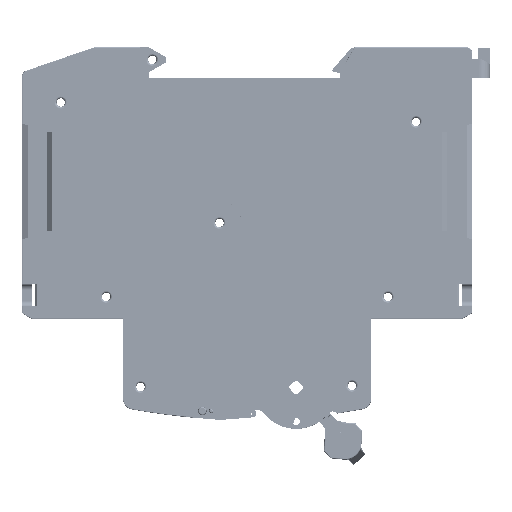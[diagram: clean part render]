
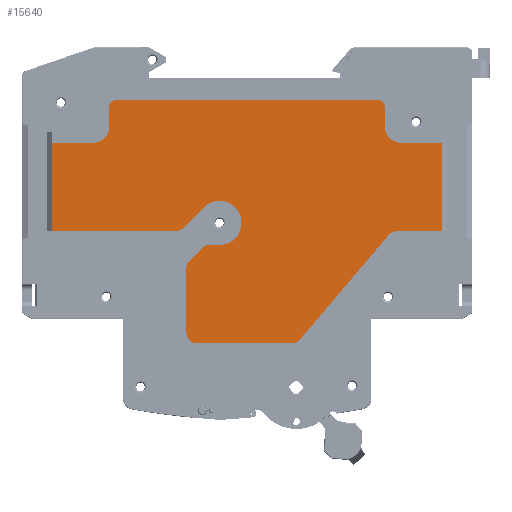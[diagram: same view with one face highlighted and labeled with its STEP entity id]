
A CAD part, front view. The second image highlights one B-rep face of the part: STEP entity #15640.
In plain terms, the highlighted planar face has unit normal (0, -1, 0).
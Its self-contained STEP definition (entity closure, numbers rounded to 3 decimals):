
#8535=PLANE('',#165757);
#15640=ADVANCED_FACE('',(#25708),#8535,.T.);
#25708=FACE_OUTER_BOUND('',#33707,.T.);
#33707=EDGE_LOOP('',(#52853,#52854,#52855,#52856,#52857,#52858,#52859,#52860,
#52861,#52862,#52863,#52864,#52865,#52866,#52867,#52868,#52869,#52870,#52871,
#52872,#52873,#52874,#52875,#52876,#52877,#52878,#52879));
#42343=CIRCLE('',#165744,2.);
#42344=CIRCLE('',#165746,1.);
#42345=CIRCLE('',#165747,3.);
#42346=CIRCLE('',#165748,2.);
#42347=CIRCLE('',#165749,4.);
#42348=CIRCLE('',#165750,4.);
#42349=CIRCLE('',#165751,2.);
#42350=CIRCLE('',#165752,2.);
#42351=CIRCLE('',#165753,2.);
#42352=CIRCLE('',#165754,2.);
#42353=CIRCLE('',#165755,3.);
#42354=CIRCLE('',#165756,1.);
#52853=ORIENTED_EDGE('',*,*,#111169,.F.);
#52854=ORIENTED_EDGE('',*,*,#111170,.F.);
#52855=ORIENTED_EDGE('',*,*,#111171,.F.);
#52856=ORIENTED_EDGE('',*,*,#111172,.F.);
#52857=ORIENTED_EDGE('',*,*,#111173,.F.);
#52858=ORIENTED_EDGE('',*,*,#111174,.T.);
#52859=ORIENTED_EDGE('',*,*,#111175,.F.);
#52860=ORIENTED_EDGE('',*,*,#111176,.F.);
#52861=ORIENTED_EDGE('',*,*,#111177,.F.);
#52862=ORIENTED_EDGE('',*,*,#111178,.F.);
#52863=ORIENTED_EDGE('',*,*,#111179,.T.);
#52864=ORIENTED_EDGE('',*,*,#111180,.F.);
#52865=ORIENTED_EDGE('',*,*,#111181,.F.);
#52866=ORIENTED_EDGE('',*,*,#111182,.F.);
#52867=ORIENTED_EDGE('',*,*,#111183,.F.);
#52868=ORIENTED_EDGE('',*,*,#111184,.F.);
#52869=ORIENTED_EDGE('',*,*,#111185,.F.);
#52870=ORIENTED_EDGE('',*,*,#111186,.F.);
#52871=ORIENTED_EDGE('',*,*,#111187,.F.);
#52872=ORIENTED_EDGE('',*,*,#111168,.F.);
#52873=ORIENTED_EDGE('',*,*,#111165,.F.);
#52874=ORIENTED_EDGE('',*,*,#111188,.F.);
#52875=ORIENTED_EDGE('',*,*,#111189,.F.);
#52876=ORIENTED_EDGE('',*,*,#111190,.F.);
#52877=ORIENTED_EDGE('',*,*,#111191,.F.);
#52878=ORIENTED_EDGE('',*,*,#111192,.F.);
#52879=ORIENTED_EDGE('',*,*,#111193,.F.);
#94895=VERTEX_POINT('',#230157);
#94896=VERTEX_POINT('',#230159);
#94897=VERTEX_POINT('',#230163);
#94898=VERTEX_POINT('',#230167);
#94899=VERTEX_POINT('',#230168);
#94900=VERTEX_POINT('',#230170);
#94901=VERTEX_POINT('',#230172);
#94902=VERTEX_POINT('',#230174);
#94903=VERTEX_POINT('',#230176);
#94904=VERTEX_POINT('',#230178);
#94905=VERTEX_POINT('',#230180);
#94906=VERTEX_POINT('',#230182);
#94907=VERTEX_POINT('',#230184);
#94908=VERTEX_POINT('',#230186);
#94909=VERTEX_POINT('',#230188);
#94910=VERTEX_POINT('',#230190);
#94911=VERTEX_POINT('',#230192);
#94912=VERTEX_POINT('',#230194);
#94913=VERTEX_POINT('',#230196);
#94914=VERTEX_POINT('',#230198);
#94915=VERTEX_POINT('',#230200);
#94916=VERTEX_POINT('',#230202);
#94917=VERTEX_POINT('',#230205);
#94918=VERTEX_POINT('',#230207);
#94919=VERTEX_POINT('',#230209);
#94920=VERTEX_POINT('',#230211);
#94921=VERTEX_POINT('',#230213);
#111165=EDGE_CURVE('',#94895,#94896,#132792,.T.);
#111168=EDGE_CURVE('',#94896,#94897,#42343,.T.);
#111169=EDGE_CURVE('',#94898,#94899,#42344,.T.);
#111170=EDGE_CURVE('',#94900,#94898,#132795,.T.);
#111171=EDGE_CURVE('',#94901,#94900,#42345,.T.);
#111172=EDGE_CURVE('',#94902,#94901,#132796,.T.);
#111173=EDGE_CURVE('',#94903,#94902,#132797,.T.);
#111174=EDGE_CURVE('',#94903,#94904,#132798,.T.);
#111175=EDGE_CURVE('',#94905,#94904,#42346,.T.);
#111176=EDGE_CURVE('',#94906,#94905,#132799,.T.);
#111177=EDGE_CURVE('',#94907,#94906,#42347,.T.);
#111178=EDGE_CURVE('',#94908,#94907,#42348,.T.);
#111179=EDGE_CURVE('',#94908,#94909,#132800,.T.);
#111180=EDGE_CURVE('',#94910,#94909,#42349,.T.);
#111181=EDGE_CURVE('',#94911,#94910,#132801,.T.);
#111182=EDGE_CURVE('',#94912,#94911,#42350,.T.);
#111183=EDGE_CURVE('',#94913,#94912,#132802,.T.);
#111184=EDGE_CURVE('',#94914,#94913,#42351,.T.);
#111185=EDGE_CURVE('',#94915,#94914,#132803,.T.);
#111186=EDGE_CURVE('',#94916,#94915,#42352,.T.);
#111187=EDGE_CURVE('',#94897,#94916,#132804,.T.);
#111188=EDGE_CURVE('',#94917,#94895,#132805,.T.);
#111189=EDGE_CURVE('',#94918,#94917,#132806,.T.);
#111190=EDGE_CURVE('',#94919,#94918,#42353,.T.);
#111191=EDGE_CURVE('',#94920,#94919,#132807,.T.);
#111192=EDGE_CURVE('',#94921,#94920,#42354,.T.);
#111193=EDGE_CURVE('',#94899,#94921,#132808,.T.);
#132792=LINE('',#230158,#149057);
#132795=LINE('',#230169,#149060);
#132796=LINE('',#230173,#149061);
#132797=LINE('',#230175,#149062);
#132798=LINE('',#230177,#149063);
#132799=LINE('',#230181,#149064);
#132800=LINE('',#230187,#149065);
#132801=LINE('',#230191,#149066);
#132802=LINE('',#230195,#149067);
#132803=LINE('',#230199,#149068);
#132804=LINE('',#230203,#149069);
#132805=LINE('',#230204,#149070);
#132806=LINE('',#230206,#149071);
#132807=LINE('',#230210,#149072);
#132808=LINE('',#230214,#149073);
#149057=VECTOR('',#183898,1.);
#149060=VECTOR('',#183909,1.);
#149061=VECTOR('',#183912,1.);
#149062=VECTOR('',#183913,1.);
#149063=VECTOR('',#183914,1.);
#149064=VECTOR('',#183917,1.);
#149065=VECTOR('',#183922,1.);
#149066=VECTOR('',#183925,1.);
#149067=VECTOR('',#183928,1.);
#149068=VECTOR('',#183931,1.);
#149069=VECTOR('',#183934,1.);
#149070=VECTOR('',#183935,1.);
#149071=VECTOR('',#183936,1.);
#149072=VECTOR('',#183939,1.);
#149073=VECTOR('',#183942,1.);
#165744=AXIS2_PLACEMENT_3D('',#230164,#183903,#183904);
#165746=AXIS2_PLACEMENT_3D('',#230166,#183907,#183908);
#165747=AXIS2_PLACEMENT_3D('',#230171,#183910,#183911);
#165748=AXIS2_PLACEMENT_3D('',#230179,#183915,#183916);
#165749=AXIS2_PLACEMENT_3D('',#230183,#183918,#183919);
#165750=AXIS2_PLACEMENT_3D('',#230185,#183920,#183921);
#165751=AXIS2_PLACEMENT_3D('',#230189,#183923,#183924);
#165752=AXIS2_PLACEMENT_3D('',#230193,#183926,#183927);
#165753=AXIS2_PLACEMENT_3D('',#230197,#183929,#183930);
#165754=AXIS2_PLACEMENT_3D('',#230201,#183932,#183933);
#165755=AXIS2_PLACEMENT_3D('',#230208,#183937,#183938);
#165756=AXIS2_PLACEMENT_3D('',#230212,#183940,#183941);
#165757=AXIS2_PLACEMENT_3D('',#230215,#183943,#183944);
#183898=DIRECTION('',(-1.,0.,0.));
#183903=DIRECTION('',(0.,-1.,0.));
#183904=DIRECTION('',(0.,0.,1.));
#183907=DIRECTION('',(0.,1.,0.));
#183908=DIRECTION('',(-1.,0.,0.));
#183909=DIRECTION('',(0.,0.,1.));
#183910=DIRECTION('',(0.,-1.,0.));
#183911=DIRECTION('',(0.,0.,-1.));
#183912=DIRECTION('',(1.,0.,0.));
#183913=DIRECTION('',(0.,0.,1.));
#183914=DIRECTION('',(1.,0.,0.));
#183915=DIRECTION('',(0.,1.,0.));
#183916=DIRECTION('',(0.707,0.,-0.707));
#183917=DIRECTION('',(-0.707,0.,-0.707));
#183918=DIRECTION('',(0.,-1.,0.));
#183919=DIRECTION('',(0.,0.,1.));
#183920=DIRECTION('',(0.,-1.,0.));
#183921=DIRECTION('',(0.,0.,-1.));
#183922=DIRECTION('',(-1.,0.,0.));
#183923=DIRECTION('',(0.,1.,0.));
#183924=DIRECTION('',(-0.707,0.,0.707));
#183925=DIRECTION('',(0.707,0.,0.707));
#183926=DIRECTION('',(0.,1.,0.));
#183927=DIRECTION('',(-1.,0.,0.));
#183928=DIRECTION('',(0.,0.,1.));
#183929=DIRECTION('',(0.,1.,0.));
#183930=DIRECTION('',(0.,0.,-1.));
#183931=DIRECTION('',(-1.,0.,0.));
#183932=DIRECTION('',(0.,1.,0.));
#183933=DIRECTION('',(0.762,0.,-0.648));
#183934=DIRECTION('',(-0.648,0.,-0.762));
#183935=DIRECTION('',(0.,0.,-1.));
#183936=DIRECTION('',(1.,0.,0.));
#183937=DIRECTION('',(0.,-1.,0.));
#183938=DIRECTION('',(-1.,0.,0.));
#183939=DIRECTION('',(0.,0.,-1.));
#183940=DIRECTION('',(0.,1.,0.));
#183941=DIRECTION('',(0.,0.,1.));
#183942=DIRECTION('',(1.,0.,0.));
#183943=DIRECTION('',(0.,-1.,0.));
#183944=DIRECTION('',(0.,0.,1.));
#230157=CARTESIAN_POINT('',(35.35,-8.65,-8.7));
#230158=CARTESIAN_POINT('',(35.35,-8.65,-8.7));
#230159=CARTESIAN_POINT('',(27.175,-8.65,-8.7));
#230163=CARTESIAN_POINT('',(25.651,-8.65,-9.405));
#230164=CARTESIAN_POINT('',(27.175,-8.65,-10.7));
#230166=CARTESIAN_POINT('',(-23.921,-8.65,14.));
#230167=CARTESIAN_POINT('',(-24.921,-8.65,14.));
#230168=CARTESIAN_POINT('',(-23.921,-8.65,15.));
#230169=CARTESIAN_POINT('',(-24.921,-8.65,10.3));
#230170=CARTESIAN_POINT('',(-24.921,-8.65,10.3));
#230171=CARTESIAN_POINT('',(-27.921,-8.65,10.3));
#230172=CARTESIAN_POINT('',(-27.921,-8.65,7.3));
#230173=CARTESIAN_POINT('',(-35.35,-8.65,7.3));
#230174=CARTESIAN_POINT('',(-35.35,-8.65,7.3));
#230175=CARTESIAN_POINT('',(-35.35,-8.65,-8.7));
#230176=CARTESIAN_POINT('',(-35.35,-8.65,-8.7));
#230177=CARTESIAN_POINT('',(-35.35,-8.65,-8.7));
#230178=CARTESIAN_POINT('',(-12.985,-8.65,-8.7));
#230179=CARTESIAN_POINT('',(-12.985,-8.65,-6.7));
#230180=CARTESIAN_POINT('',(-11.571,-8.65,-8.114));
#230181=CARTESIAN_POINT('',(-7.828,-8.65,-4.372));
#230182=CARTESIAN_POINT('',(-7.828,-8.65,-4.372));
#230183=CARTESIAN_POINT('',(-5.,-8.65,-7.2));
#230184=CARTESIAN_POINT('',(-5.,-8.65,-3.2));
#230185=CARTESIAN_POINT('',(-5.,-8.65,-7.2));
#230186=CARTESIAN_POINT('',(-5.,-8.65,-11.2));
#230187=CARTESIAN_POINT('',(-5.,-8.65,-11.2));
#230188=CARTESIAN_POINT('',(-6.757,-8.65,-11.2));
#230189=CARTESIAN_POINT('',(-6.757,-8.65,-13.2));
#230190=CARTESIAN_POINT('',(-8.172,-8.65,-11.786));
#230191=CARTESIAN_POINT('',(-10.414,-8.65,-14.028));
#230192=CARTESIAN_POINT('',(-10.414,-8.65,-14.028));
#230193=CARTESIAN_POINT('',(-9.,-8.65,-15.443));
#230194=CARTESIAN_POINT('',(-11.,-8.65,-15.443));
#230195=CARTESIAN_POINT('',(-11.,-8.65,-27.));
#230196=CARTESIAN_POINT('',(-11.,-8.65,-27.));
#230197=CARTESIAN_POINT('',(-9.,-8.65,-27.));
#230198=CARTESIAN_POINT('',(-9.,-8.65,-29.));
#230199=CARTESIAN_POINT('',(8.075,-8.65,-29.));
#230200=CARTESIAN_POINT('',(8.075,-8.65,-29.));
#230201=CARTESIAN_POINT('',(8.075,-8.65,-27.));
#230202=CARTESIAN_POINT('',(9.599,-8.65,-28.295));
#230203=CARTESIAN_POINT('',(25.651,-8.65,-9.405));
#230204=CARTESIAN_POINT('',(35.35,-8.65,7.3));
#230205=CARTESIAN_POINT('',(35.35,-8.65,7.3));
#230206=CARTESIAN_POINT('',(27.921,-8.65,7.3));
#230207=CARTESIAN_POINT('',(27.921,-8.65,7.3));
#230208=CARTESIAN_POINT('',(27.921,-8.65,10.3));
#230209=CARTESIAN_POINT('',(24.921,-8.65,10.3));
#230210=CARTESIAN_POINT('',(24.921,-8.65,14.));
#230211=CARTESIAN_POINT('',(24.921,-8.65,14.));
#230212=CARTESIAN_POINT('',(23.921,-8.65,14.));
#230213=CARTESIAN_POINT('',(23.921,-8.65,15.));
#230214=CARTESIAN_POINT('',(-23.921,-8.65,15.));
#230215=CARTESIAN_POINT('',(0.,-8.65,0.));
